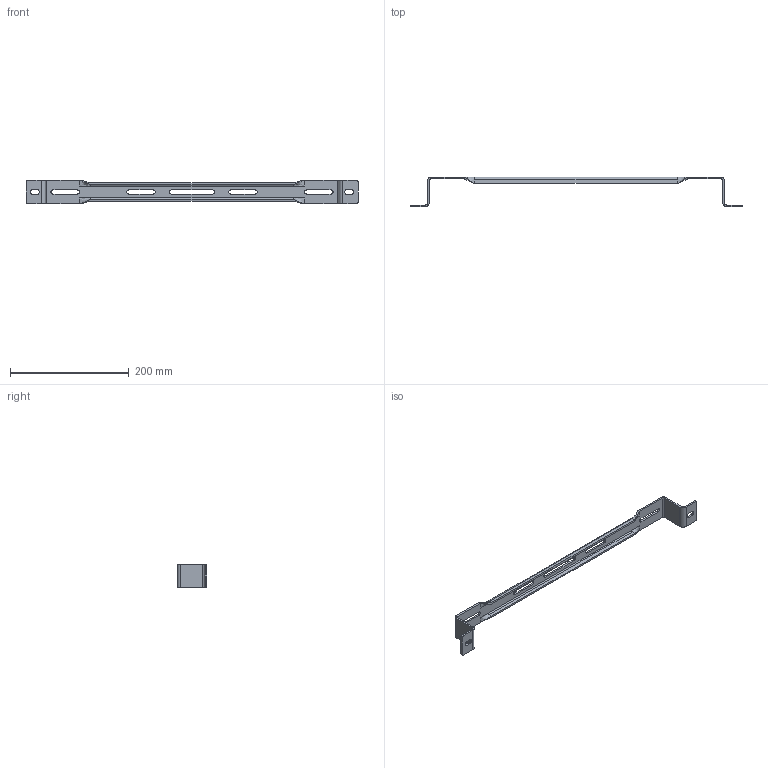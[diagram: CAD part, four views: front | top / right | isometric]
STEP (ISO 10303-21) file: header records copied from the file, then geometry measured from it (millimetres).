
FILE_DESCRIPTION (( 'STEP AP214' ), '1' );
FILE_NAME ('6015552.stp', '2022-02-03T12:38:37', ( '' ), ( '' ), 'SwSTEP 2.0', 'SolidWorks 2020', '' );
FILE_SCHEMA (( 'AUTOMOTIVE_DESIGN' ));
Length unit declared in the file: millimetre
Products named in the file (1): 6015552
Bounding box: 560 x 50 x 40 mm (x, y, z)
Volume: 72888.9 mm3; surface area: 54754.7 mm2
Topology: 1 solids, 1 shells, 78 faces, 220 edges, 144 vertices
Faces by surface type: plane 36, cylinder 30, bspline 12
Entity records: 3094 total; most frequent: CARTESIAN_POINT 1047, ORIENTED_EDGE 440, DIRECTION 382, EDGE_CURVE 220, VERTEX_POINT 144, LINE 144, VECTOR 144, AXIS2_PLACEMENT_3D 119
